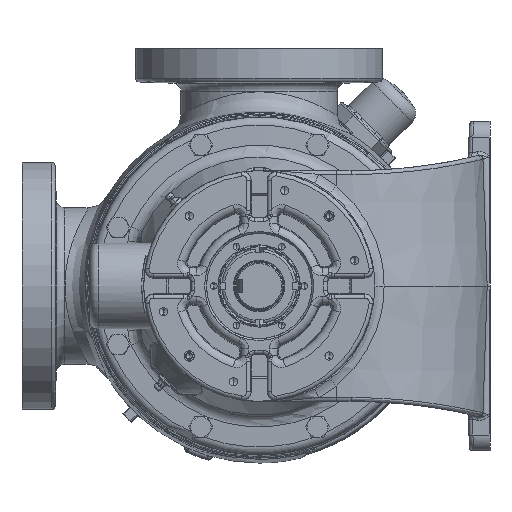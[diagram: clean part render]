
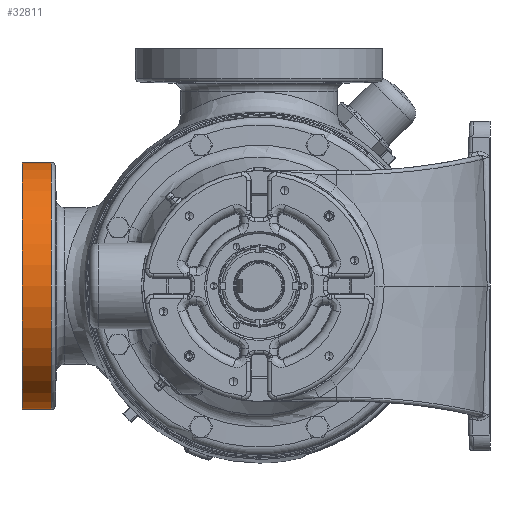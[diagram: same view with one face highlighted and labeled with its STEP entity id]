
A CAD part, left-side view. The second image highlights one B-rep face of the part: STEP entity #32811.
In plain terms, the highlighted cylindrical face has radius 95.25 mm (diameter 190.5 mm), a partial arc.
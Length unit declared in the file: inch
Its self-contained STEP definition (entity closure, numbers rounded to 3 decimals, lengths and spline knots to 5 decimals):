
#5671 = DIRECTION ( 'NONE',  ( 0., 1., 0. ) ) ;
#10726 = VECTOR ( 'NONE', #58438, 39.37008 ) ;
#12387 = ORIENTED_EDGE ( 'NONE', *, *, #188060, .F. ) ;
#13313 = CIRCLE ( 'NONE', #123529, 3.75 ) ;
#16070 = EDGE_LOOP ( 'NONE', ( #12387, #156122, #239445, #186427 ) ) ;
#18383 = DIRECTION ( 'NONE',  ( 0., 0., -1. ) ) ;
#24493 = DIRECTION ( 'NONE',  ( 0., 1., 0. ) ) ;
#27097 = LINE ( 'NONE', #185113, #194756 ) ;
#32811 = ADVANCED_FACE ( 'Defeatured_0_397', ( #187549 ), #122519, .T. ) ;
#42828 = CARTESIAN_POINT ( 'NONE',  ( 4.515, 7.19, 0. ) ) ;
#48002 = DIRECTION ( 'NONE',  ( 0., 0., -1. ) ) ;
#58438 = DIRECTION ( 'NONE',  ( 0., 1., 0. ) ) ;
#63985 = CARTESIAN_POINT ( 'NONE',  ( 4.515, 6.30588, -3.75 ) ) ;
#68417 = CARTESIAN_POINT ( 'NONE',  ( 4.515, 6.30588, 3.75 ) ) ;
#79627 = CARTESIAN_POINT ( 'NONE',  ( 4.515, 7.44095, 3.75 ) ) ;
#92365 = VERTEX_POINT ( 'NONE', #224290 ) ;
#93698 = AXIS2_PLACEMENT_3D ( 'NONE', #183597, #5671, #224733 ) ;
#116557 = DIRECTION ( 'NONE',  ( 0., 1., 0. ) ) ;
#119162 = CARTESIAN_POINT ( 'NONE',  ( 4.515, 6.30588, 0. ) ) ;
#122519 = CYLINDRICAL_SURFACE ( 'NONE', #93698, 3.75 ) ;
#123529 = AXIS2_PLACEMENT_3D ( 'NONE', #42828, #245908, #48002 ) ;
#141444 = VERTEX_POINT ( 'NONE', #262195 ) ;
#151292 = VERTEX_POINT ( 'NONE', #63985 ) ;
#156122 = ORIENTED_EDGE ( 'NONE', *, *, #158971, .T. ) ;
#158971 = EDGE_CURVE ( 'Defeatured_0_397+Defeatured_0_417+Defeatured_0_417+Defeatured_0_417', #151292, #203917, #169651, .T. ) ;
#159291 = LINE ( 'NONE', #79627, #10726 ) ;
#169651 = CIRCLE ( 'NONE', #216181, 3.75 ) ;
#183597 = CARTESIAN_POINT ( 'NONE',  ( 4.515, 7.44095, 0. ) ) ;
#185113 = CARTESIAN_POINT ( 'NONE',  ( 4.515, 7.44095, -3.75 ) ) ;
#186427 = ORIENTED_EDGE ( 'NONE', *, *, #242195, .F. ) ;
#187549 = FACE_OUTER_BOUND ( 'NONE', #16070, .T. ) ;
#188060 = EDGE_CURVE ( 'NONE', #151292, #92365, #27097, .T. ) ;
#194572 = EDGE_CURVE ( 'NONE', #203917, #141444, #159291, .T. ) ;
#194756 = VECTOR ( 'NONE', #24493, 39.37008 ) ;
#203917 = VERTEX_POINT ( 'NONE', #68417 ) ;
#216181 = AXIS2_PLACEMENT_3D ( 'NONE', #119162, #116557, #18383 ) ;
#224290 = CARTESIAN_POINT ( 'NONE',  ( 4.515, 7.19, -3.75 ) ) ;
#224733 = DIRECTION ( 'NONE',  ( 0., 0., 1. ) ) ;
#239445 = ORIENTED_EDGE ( 'NONE', *, *, #194572, .T. ) ;
#242195 = EDGE_CURVE ( 'Defeatured_0_369+Defeatured_0_397+Defeatured_0_397+Defeatured_0_397', #92365, #141444, #13313, .T. ) ;
#245908 = DIRECTION ( 'NONE',  ( 0., 1., 0. ) ) ;
#262195 = CARTESIAN_POINT ( 'NONE',  ( 4.515, 7.19, 3.75 ) ) ;
